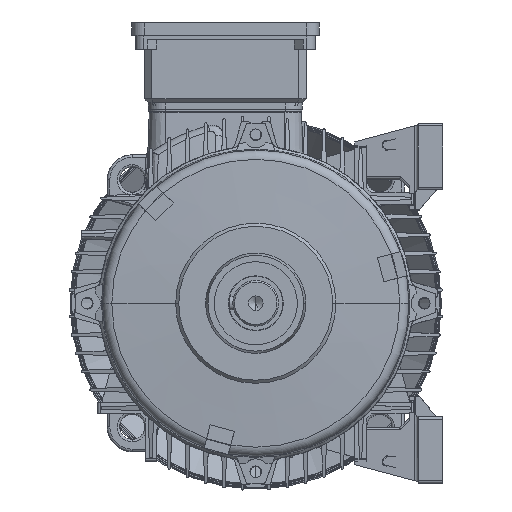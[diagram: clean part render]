
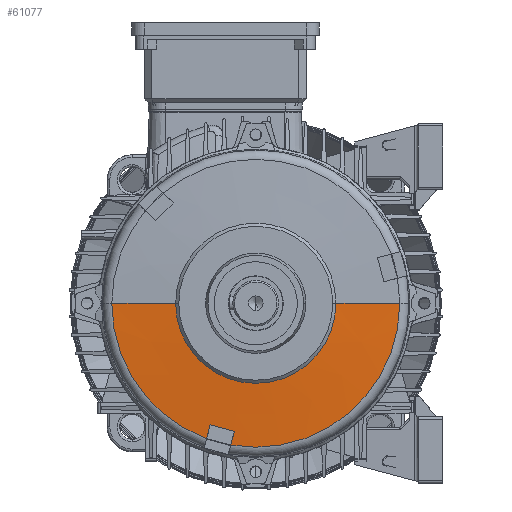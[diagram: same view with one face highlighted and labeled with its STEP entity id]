
A CAD part, left-side view. The second image highlights one B-rep face of the part: STEP entity #61077.
In plain terms, the highlighted conical face has half-angle 86.534 degrees and reference radius 96.287 mm.
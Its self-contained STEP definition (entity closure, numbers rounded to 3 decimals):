
#546 = ORIENTED_EDGE ( 'NONE', *, *, #206683, .F. ) ;
#6082 = LINE ( 'NONE', #158291, #125007 ) ;
#10905 = CARTESIAN_POINT ( 'NONE',  ( 47.911, 0., 0. ) ) ;
#11889 = CARTESIAN_POINT ( 'NONE',  ( 43.264, 0., 173.017 ) ) ;
#14975 = DIRECTION ( 'NONE',  ( 0., 0., 1. ) ) ;
#22279 = LINE ( 'NONE', #40884, #150220 ) ;
#26525 = CARTESIAN_POINT ( 'NONE',  ( 43.264, 0., -173.017 ) ) ;
#30408 = AXIS2_PLACEMENT_3D ( 'NONE', #81042, #200359, #116090 ) ;
#40884 = CARTESIAN_POINT ( 'NONE',  ( 47.911, 0., -96.286 ) ) ;
#43059 = EDGE_CURVE ( 'NONE', #192658, #149834, #87500, .T. ) ;
#61077 = ADVANCED_FACE ( 'NONE', ( #158736 ), #94475, .T. ) ;
#70871 = EDGE_CURVE ( 'NONE', #149834, #132872, #22279, .T. ) ;
#75522 = DIRECTION ( 'NONE',  ( -1., 0., 0. ) ) ;
#81042 = CARTESIAN_POINT ( 'NONE',  ( 43.264, 0., 0. ) ) ;
#84093 = AXIS2_PLACEMENT_3D ( 'NONE', #118989, #150729, #14975 ) ;
#87500 = CIRCLE ( 'NONE', #84093, 96.286 ) ;
#88921 = EDGE_LOOP ( 'NONE', ( #104652, #200197, #155946, #546 ) ) ;
#94475 = CONICAL_SURFACE ( 'NONE', #209843, 96.286, 1.51 ) ;
#104652 = ORIENTED_EDGE ( 'NONE', *, *, #43059, .T. ) ;
#116090 = DIRECTION ( 'NONE',  ( 0., 0., 1. ) ) ;
#118989 = CARTESIAN_POINT ( 'NONE',  ( 47.911, 0., 0. ) ) ;
#125007 = VECTOR ( 'NONE', #171455, 1000. ) ;
#132872 = VERTEX_POINT ( 'NONE', #26525 ) ;
#142308 = DIRECTION ( 'NONE',  ( 0., 0., 1. ) ) ;
#149834 = VERTEX_POINT ( 'NONE', #174185 ) ;
#150220 = VECTOR ( 'NONE', #189798, 1000. ) ;
#150729 = DIRECTION ( 'NONE',  ( -1., 0., 0. ) ) ;
#154646 = EDGE_CURVE ( 'NONE', #185971, #132872, #201741, .T. ) ;
#155946 = ORIENTED_EDGE ( 'NONE', *, *, #154646, .F. ) ;
#158291 = CARTESIAN_POINT ( 'NONE',  ( 47.911, 0., 96.286 ) ) ;
#158736 = FACE_OUTER_BOUND ( 'NONE', #88921, .T. ) ;
#171455 = DIRECTION ( 'NONE',  ( -0.06, 0., 0.998 ) ) ;
#174185 = CARTESIAN_POINT ( 'NONE',  ( 47.911, 0., -96.286 ) ) ;
#185971 = VERTEX_POINT ( 'NONE', #11889 ) ;
#189798 = DIRECTION ( 'NONE',  ( -0.06, 0., -0.998 ) ) ;
#190979 = CARTESIAN_POINT ( 'NONE',  ( 47.911, 0., 96.286 ) ) ;
#192658 = VERTEX_POINT ( 'NONE', #190979 ) ;
#200197 = ORIENTED_EDGE ( 'NONE', *, *, #70871, .T. ) ;
#200359 = DIRECTION ( 'NONE',  ( -1., 0., 0. ) ) ;
#201741 = CIRCLE ( 'NONE', #30408, 173.017 ) ;
#206683 = EDGE_CURVE ( 'NONE', #192658, #185971, #6082, .T. ) ;
#209843 = AXIS2_PLACEMENT_3D ( 'NONE', #10905, #75522, #142308 ) ;
